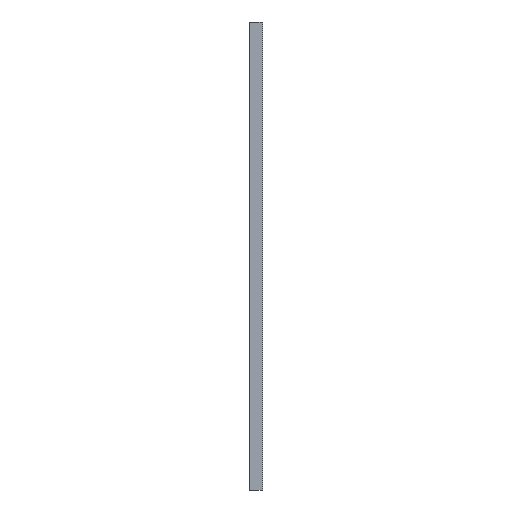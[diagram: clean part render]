
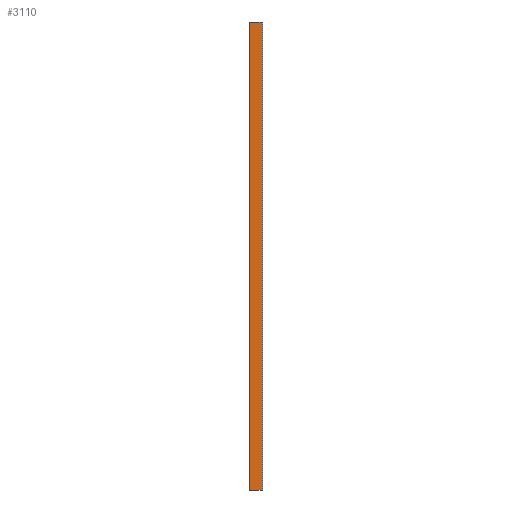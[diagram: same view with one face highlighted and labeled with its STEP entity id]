
A CAD part, left-side view. The second image highlights one B-rep face of the part: STEP entity #3110.
In plain terms, the highlighted planar face has unit normal (-1, 0, 0).
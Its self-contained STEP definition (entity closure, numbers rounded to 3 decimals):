
#938=DIRECTION('',(0.,-0.707,0.707));
#939=VECTOR('',#938,2.828);
#940=CARTESIAN_POINT('',(-150.,58.,998.));
#941=LINE('',#940,#939);
#945=DIRECTION('',(0.,0.,1.));
#946=VECTOR('',#945,2000.);
#947=CARTESIAN_POINT('',(-150.,3.,-1000.));
#948=LINE('',#947,#946);
#952=DIRECTION('',(0.,0.707,0.707));
#953=VECTOR('',#952,2.828);
#954=CARTESIAN_POINT('',(-150.,56.,-1000.));
#955=LINE('',#954,#953);
#980=DIRECTION('',(0.,1.,0.));
#981=VECTOR('',#980,53.);
#982=CARTESIAN_POINT('',(-150.,3.,1000.));
#983=LINE('',#982,#981);
#994=DIRECTION('',(0.,1.,0.));
#995=VECTOR('',#994,53.);
#996=CARTESIAN_POINT('',(-150.,3.,-1000.));
#997=LINE('',#996,#995);
#1015=DIRECTION('',(0.,0.,1.));
#1016=VECTOR('',#1015,1996.);
#1017=CARTESIAN_POINT('',(-150.,58.,-998.));
#1018=LINE('',#1017,#1016);
#2455=CARTESIAN_POINT('',(-150.,58.,998.));
#2456=CARTESIAN_POINT('',(-150.,56.,1000.));
#2457=VERTEX_POINT('',#2455);
#2458=VERTEX_POINT('',#2456);
#2463=CARTESIAN_POINT('',(-150.,56.,-1000.));
#2464=CARTESIAN_POINT('',(-150.,58.,-998.));
#2465=VERTEX_POINT('',#2463);
#2466=VERTEX_POINT('',#2464);
#2471=CARTESIAN_POINT('',(-150.,3.,-1000.));
#2472=VERTEX_POINT('',#2471);
#2473=CARTESIAN_POINT('',(-150.,3.,1000.));
#2474=VERTEX_POINT('',#2473);
#3093=CARTESIAN_POINT('',(-150.,3.,-1000.));
#3094=DIRECTION('',(1.,0.,0.));
#3095=DIRECTION('',(0.,1.,0.));
#3096=AXIS2_PLACEMENT_3D('',#3093,#3094,#3095);
#3097=PLANE('',#3096);
#3098=ORIENTED_EDGE('',*,*,#3083,.T.);
#3100=ORIENTED_EDGE('',*,*,#3099,.F.);
#3101=ORIENTED_EDGE('',*,*,#3025,.F.);
#3103=ORIENTED_EDGE('',*,*,#3102,.T.);
#3105=ORIENTED_EDGE('',*,*,#3104,.T.);
#3107=ORIENTED_EDGE('',*,*,#3106,.T.);
#3108=EDGE_LOOP('',(#3098,#3100,#3101,#3103,#3105,#3107));
#3109=FACE_OUTER_BOUND('',#3108,.F.);
#3025=EDGE_CURVE('',#2472,#2474,#948,.T.);
#3083=EDGE_CURVE('',#2457,#2458,#941,.T.);
#3099=EDGE_CURVE('',#2474,#2458,#983,.T.);
#3102=EDGE_CURVE('',#2472,#2465,#997,.T.);
#3104=EDGE_CURVE('',#2465,#2466,#955,.T.);
#3106=EDGE_CURVE('',#2466,#2457,#1018,.T.);
#3110=ADVANCED_FACE('',(#3109),#3097,.F.);
